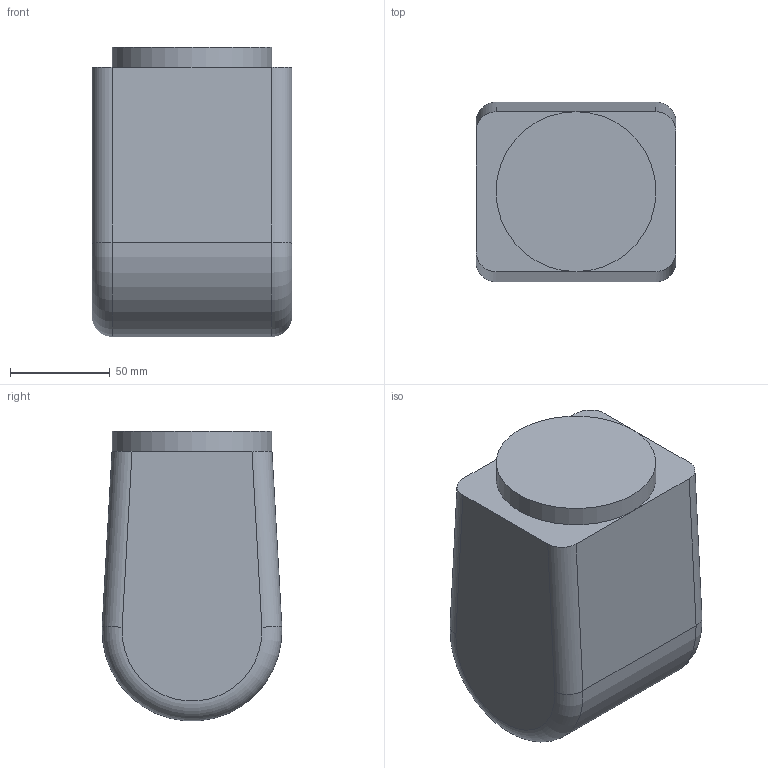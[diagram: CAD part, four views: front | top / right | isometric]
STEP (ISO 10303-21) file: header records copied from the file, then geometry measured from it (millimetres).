
FILE_DESCRIPTION(/* description */ (''),/* implementation_level */ '2;1');
FILE_NAME(/* name */ '5Joint.step',/* time_stamp */ '2021-10-27T13:08:48-06:00',/* author */ (''),/* organization */ (''),/* preprocessor_version */ 'ST-DEVELOPER v18.1',/* originating_system */ 'Autodesk Translation Framework v10.10.0.1391',/* authorisation */ '');
FILE_SCHEMA (('AUTOMOTIVE_DESIGN { 1 0 10303 214 3 1 1 }'));
Length unit declared in the file: millimetre
Products named in the file (1): 5Joint
Bounding box: 100 x 89.86 x 144.84 mm (x, y, z)
Volume: 1120477.9 mm3; surface area: 61461.3 mm2
Topology: 1 solids, 1 shells, 15 faces, 33 edges, 20 vertices
Faces by surface type: plane 7, cylinder 6, torus 2
Full cylindrical faces by diameter (mm): 80 x1
Entity records: 448 total; most frequent: DIRECTION 81, CARTESIAN_POINT 69, ORIENTED_EDGE 66, EDGE_CURVE 33, AXIS2_PLACEMENT_3D 32, VERTEX_POINT 20, LINE 17, VECTOR 17
